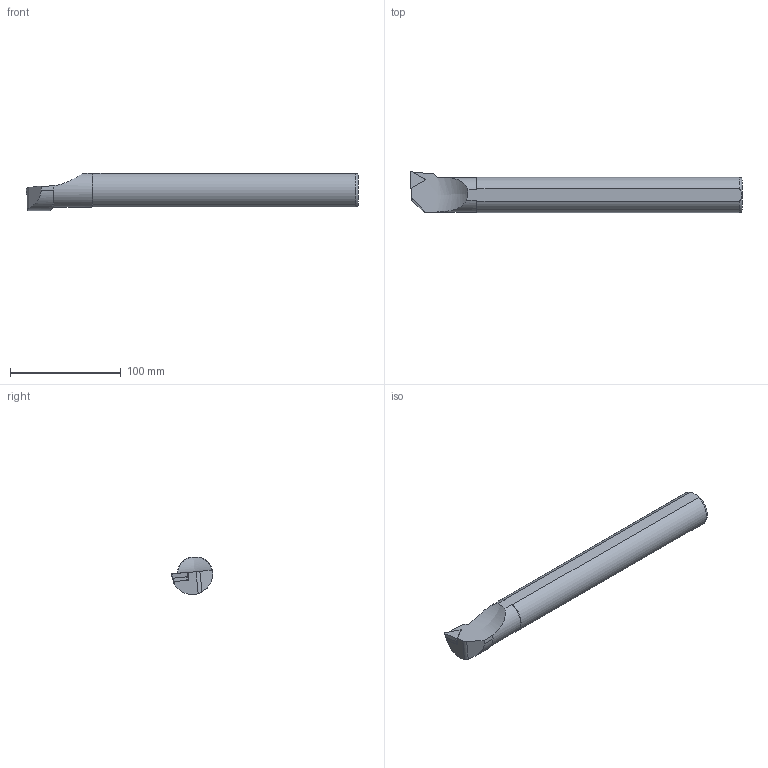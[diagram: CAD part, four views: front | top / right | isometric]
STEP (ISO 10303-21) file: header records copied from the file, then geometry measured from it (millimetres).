
FILE_DESCRIPTION(/* description */ (''),/* implementation_level */ '2;1');
FILE_NAME(/* name */ 'S32T-STFCL-16.stp',/* time_stamp */ '2023-10-18T20:29:46+03:00',/* author */ (''),/* organization */ (''),/* preprocessor_version */ 'ST-DEVELOPER v19.4',/* originating_system */ 'SIEMENS PLM Software NX2306.3001',/* authorisation */ '');
FILE_SCHEMA (('AUTOMOTIVE_DESIGN { 1 0 10303 214 3 1 1 1 }'));
Length unit declared in the file: millimetre
Products named in the file (1): model1_objects
Bounding box: 300 x 37.42 x 33.49 mm (x, y, z)
Volume: 223911.1 mm3; surface area: 31233.5 mm2
Topology: 2 solids, 2 shells, 39 faces, 100 edges, 65 vertices
Faces by surface type: plane 21, cylinder 10, cone 6, torus 1, bspline 1
Entity records: 1647 total; most frequent: CARTESIAN_POINT 635, ORIENTED_EDGE 196, DIRECTION 182, EDGE_CURVE 98, AXIS2_PLACEMENT_3D 68, VERTEX_POINT 64, LINE 46, VECTOR 46
